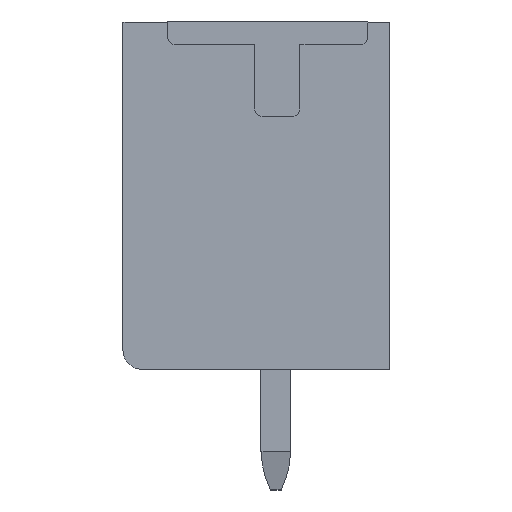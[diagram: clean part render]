
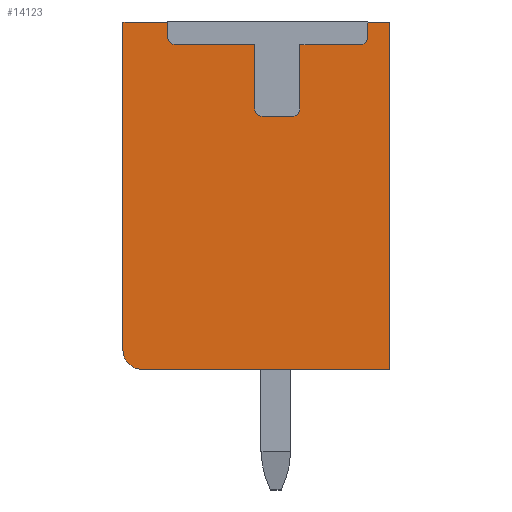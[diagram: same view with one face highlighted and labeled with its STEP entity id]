
A CAD part, left-side view. The second image highlights one B-rep face of the part: STEP entity #14123.
In plain terms, the highlighted planar face has unit normal (-1, 0, 0).
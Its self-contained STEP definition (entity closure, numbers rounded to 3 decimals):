
#12938=AXIS2_PLACEMENT_3D('Circle Axis2P3D',#12936,#12937,$) ;
#13120=AXIS2_PLACEMENT_3D('Circle Axis2P3D',#13118,#13119,$) ;
#13168=AXIS2_PLACEMENT_3D('Circle Axis2P3D',#13166,#13167,$) ;
#13235=AXIS2_PLACEMENT_3D('Circle Axis2P3D',#13233,#13234,$) ;
#14097=AXIS2_PLACEMENT_3D('Plane Axis2P3D',#14094,#14095,#14096) ;
#14101=AXIS2_PLACEMENT_3D('Circle Axis2P3D',#14099,#14100,$) ;
#388=CARTESIAN_POINT('Vertex',(0.3,0.,12.4)) ;
#391=CARTESIAN_POINT('Line Origine',(0.3,0.,7.8)) ;
#395=CARTESIAN_POINT('Vertex',(0.3,0.,3.2)) ;
#4385=CARTESIAN_POINT('Line Origine',(0.3,3.275,3.2)) ;
#4389=CARTESIAN_POINT('Vertex',(0.3,6.55,3.2)) ;
#5670=CARTESIAN_POINT('Vertex',(0.3,0.56,12.4)) ;
#5675=CARTESIAN_POINT('Line Origine',(0.3,0.28,12.4)) ;
#5719=CARTESIAN_POINT('Vertex',(0.3,7.05,12.4)) ;
#5722=CARTESIAN_POINT('Line Origine',(0.3,6.455,12.4)) ;
#5726=CARTESIAN_POINT('Vertex',(0.3,5.86,12.4)) ;
#12931=CARTESIAN_POINT('Vertex',(0.3,5.86,12.)) ;
#12936=CARTESIAN_POINT('Axis2P3D Location',(0.3,5.66,12.)) ;
#12940=CARTESIAN_POINT('Vertex',(0.3,5.66,11.8)) ;
#12967=CARTESIAN_POINT('Line Origine',(0.3,5.86,12.2)) ;
#12989=CARTESIAN_POINT('Line Origine',(0.3,4.61,11.8)) ;
#12993=CARTESIAN_POINT('Vertex',(0.3,3.56,11.8)) ;
#13094=CARTESIAN_POINT('Line Origine',(0.3,3.56,10.95)) ;
#13098=CARTESIAN_POINT('Vertex',(0.3,3.56,10.1)) ;
#13118=CARTESIAN_POINT('Axis2P3D Location',(0.3,3.36,10.1)) ;
#13122=CARTESIAN_POINT('Vertex',(0.3,3.36,9.9)) ;
#13142=CARTESIAN_POINT('Line Origine',(0.3,2.96,9.9)) ;
#13146=CARTESIAN_POINT('Vertex',(0.3,2.56,9.9)) ;
#13166=CARTESIAN_POINT('Axis2P3D Location',(0.3,2.56,10.1)) ;
#13170=CARTESIAN_POINT('Vertex',(0.3,2.36,10.1)) ;
#13190=CARTESIAN_POINT('Line Origine',(0.3,2.36,10.95)) ;
#13194=CARTESIAN_POINT('Vertex',(0.3,2.36,11.8)) ;
#13209=CARTESIAN_POINT('Line Origine',(0.3,1.56,11.8)) ;
#13213=CARTESIAN_POINT('Vertex',(0.3,0.76,11.8)) ;
#13233=CARTESIAN_POINT('Axis2P3D Location',(0.3,0.76,12.)) ;
#13237=CARTESIAN_POINT('Vertex',(0.3,0.56,12.)) ;
#13257=CARTESIAN_POINT('Line Origine',(0.3,0.56,12.2)) ;
#14079=CARTESIAN_POINT('Vertex',(0.3,7.05,3.7)) ;
#14082=CARTESIAN_POINT('Line Origine',(0.3,7.05,8.05)) ;
#14094=CARTESIAN_POINT('Axis2P3D Location',(0.3,0.,0.)) ;
#14099=CARTESIAN_POINT('Axis2P3D Location',(0.3,6.55,3.7)) ;
#392=DIRECTION('Vector Direction',(0.,0.,-1.)) ;
#4386=DIRECTION('Vector Direction',(0.,1.,0.)) ;
#5676=DIRECTION('Vector Direction',(0.,-1.,0.)) ;
#5723=DIRECTION('Vector Direction',(0.,-1.,0.)) ;
#12937=DIRECTION('Axis2P3D Direction',(-1.,0.,0.)) ;
#12968=DIRECTION('Vector Direction',(0.,0.,1.)) ;
#12990=DIRECTION('Vector Direction',(0.,1.,0.)) ;
#13095=DIRECTION('Vector Direction',(0.,0.,1.)) ;
#13119=DIRECTION('Axis2P3D Direction',(-1.,0.,0.)) ;
#13143=DIRECTION('Vector Direction',(0.,1.,0.)) ;
#13167=DIRECTION('Axis2P3D Direction',(-1.,0.,0.)) ;
#13191=DIRECTION('Vector Direction',(0.,0.,-1.)) ;
#13210=DIRECTION('Vector Direction',(0.,1.,0.)) ;
#13234=DIRECTION('Axis2P3D Direction',(-1.,0.,0.)) ;
#13258=DIRECTION('Vector Direction',(0.,0.,-1.)) ;
#14083=DIRECTION('Vector Direction',(0.,0.,1.)) ;
#14095=DIRECTION('Axis2P3D Direction',(-1.,0.,0.)) ;
#14096=DIRECTION('Axis2P3D XDirection',(0.,-1.,0.)) ;
#14100=DIRECTION('Axis2P3D Direction',(-1.,0.,0.)) ;
#393=VECTOR('Line Direction',#392,1.) ;
#4387=VECTOR('Line Direction',#4386,1.) ;
#5677=VECTOR('Line Direction',#5676,1.) ;
#5724=VECTOR('Line Direction',#5723,1.) ;
#12969=VECTOR('Line Direction',#12968,1.) ;
#12991=VECTOR('Line Direction',#12990,1.) ;
#13096=VECTOR('Line Direction',#13095,1.) ;
#13144=VECTOR('Line Direction',#13143,1.) ;
#13192=VECTOR('Line Direction',#13191,1.) ;
#13211=VECTOR('Line Direction',#13210,1.) ;
#13259=VECTOR('Line Direction',#13258,1.) ;
#14084=VECTOR('Line Direction',#14083,1.) ;
#14105=ORIENTED_EDGE('',*,*,#5728,.T.) ;
#14106=ORIENTED_EDGE('',*,*,#14086,.T.) ;
#14107=ORIENTED_EDGE('',*,*,#14103,.T.) ;
#14108=ORIENTED_EDGE('',*,*,#4391,.T.) ;
#14109=ORIENTED_EDGE('',*,*,#397,.T.) ;
#14110=ORIENTED_EDGE('',*,*,#5679,.T.) ;
#14111=ORIENTED_EDGE('',*,*,#13261,.F.) ;
#14112=ORIENTED_EDGE('',*,*,#13239,.F.) ;
#14113=ORIENTED_EDGE('',*,*,#13215,.F.) ;
#14114=ORIENTED_EDGE('',*,*,#13196,.F.) ;
#14115=ORIENTED_EDGE('',*,*,#13172,.F.) ;
#14116=ORIENTED_EDGE('',*,*,#13148,.F.) ;
#14117=ORIENTED_EDGE('',*,*,#13124,.F.) ;
#14118=ORIENTED_EDGE('',*,*,#13100,.F.) ;
#14119=ORIENTED_EDGE('',*,*,#12995,.F.) ;
#14120=ORIENTED_EDGE('',*,*,#12942,.F.) ;
#14121=ORIENTED_EDGE('',*,*,#12971,.F.) ;
#14123=ADVANCED_FACE('HOUSING',(#14122),#14098,.T.) ;
#12939=CIRCLE('generated circle',#12938,0.2) ;
#13121=CIRCLE('generated circle',#13120,0.2) ;
#13169=CIRCLE('generated circle',#13168,0.2) ;
#13236=CIRCLE('generated circle',#13235,0.2) ;
#14102=CIRCLE('generated circle',#14101,0.5) ;
#397=EDGE_CURVE('',#396,#389,#394,.F.) ;
#4391=EDGE_CURVE('',#4390,#396,#4388,.F.) ;
#5679=EDGE_CURVE('',#389,#5671,#5678,.F.) ;
#5728=EDGE_CURVE('',#5727,#5720,#5725,.F.) ;
#12942=EDGE_CURVE('',#12932,#12941,#12939,.T.) ;
#12971=EDGE_CURVE('',#5727,#12932,#12970,.F.) ;
#12995=EDGE_CURVE('',#12941,#12994,#12992,.F.) ;
#13100=EDGE_CURVE('',#12994,#13099,#13097,.F.) ;
#13124=EDGE_CURVE('',#13099,#13123,#13121,.T.) ;
#13148=EDGE_CURVE('',#13123,#13147,#13145,.F.) ;
#13172=EDGE_CURVE('',#13147,#13171,#13169,.T.) ;
#13196=EDGE_CURVE('',#13171,#13195,#13193,.F.) ;
#13215=EDGE_CURVE('',#13195,#13214,#13212,.F.) ;
#13239=EDGE_CURVE('',#13214,#13238,#13236,.T.) ;
#13261=EDGE_CURVE('',#13238,#5671,#13260,.F.) ;
#14086=EDGE_CURVE('',#5720,#14080,#14085,.F.) ;
#14103=EDGE_CURVE('',#14080,#4390,#14102,.T.) ;
#14104=EDGE_LOOP('',(#14105,#14106,#14107,#14108,#14109,#14110,#14111,#14112,#14113,#14114,#14115,#14116,#14117,#14118,#14119,#14120,#14121)) ;
#14122=FACE_OUTER_BOUND('',#14104,.T.) ;
#394=LINE('Line',#391,#393) ;
#4388=LINE('Line',#4385,#4387) ;
#5678=LINE('Line',#5675,#5677) ;
#5725=LINE('Line',#5722,#5724) ;
#12970=LINE('Line',#12967,#12969) ;
#12992=LINE('Line',#12989,#12991) ;
#13097=LINE('Line',#13094,#13096) ;
#13145=LINE('Line',#13142,#13144) ;
#13193=LINE('Line',#13190,#13192) ;
#13212=LINE('Line',#13209,#13211) ;
#13260=LINE('Line',#13257,#13259) ;
#14085=LINE('Line',#14082,#14084) ;
#14098=PLANE('',#14097) ;
#389=VERTEX_POINT('',#388) ;
#396=VERTEX_POINT('',#395) ;
#4390=VERTEX_POINT('',#4389) ;
#5671=VERTEX_POINT('',#5670) ;
#5720=VERTEX_POINT('',#5719) ;
#5727=VERTEX_POINT('',#5726) ;
#12932=VERTEX_POINT('',#12931) ;
#12941=VERTEX_POINT('',#12940) ;
#12994=VERTEX_POINT('',#12993) ;
#13099=VERTEX_POINT('',#13098) ;
#13123=VERTEX_POINT('',#13122) ;
#13147=VERTEX_POINT('',#13146) ;
#13171=VERTEX_POINT('',#13170) ;
#13195=VERTEX_POINT('',#13194) ;
#13214=VERTEX_POINT('',#13213) ;
#13238=VERTEX_POINT('',#13237) ;
#14080=VERTEX_POINT('',#14079) ;
